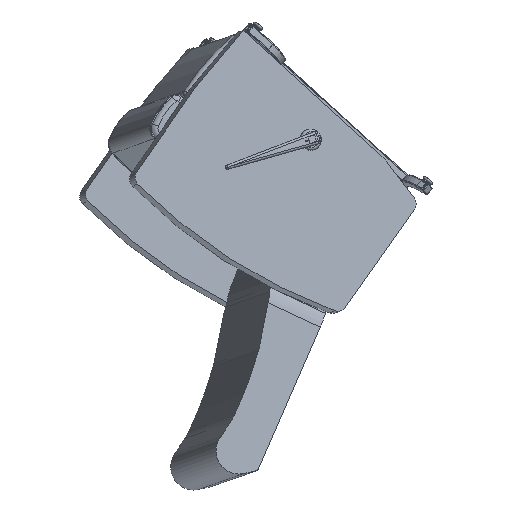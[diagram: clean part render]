
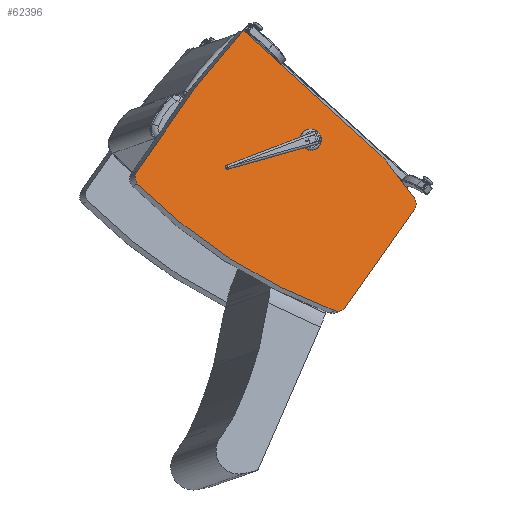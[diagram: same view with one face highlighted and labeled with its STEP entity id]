
A CAD part, left-side view. The second image highlights one B-rep face of the part: STEP entity #62396.
In plain terms, the highlighted face is planar.
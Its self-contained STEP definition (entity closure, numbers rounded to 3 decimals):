
#6201=CIRCLE('',#66379,5.);
#6207=CIRCLE('',#66388,1.);
#6208=CIRCLE('',#66390,60.125);
#6209=CIRCLE('',#66393,1.125);
#6210=CIRCLE('',#66396,3.125);
#6211=CIRCLE('',#66400,1.125);
#10880=FACE_OUTER_BOUND('',#14647,.T.);
#14647=EDGE_LOOP('',(#42327,#42328,#42329,#42330,#42331,#42332,#42333,#42334,
#42335,#42336,#42337));
#19126=LINE('',#91627,#22734);
#19135=LINE('',#91659,#22743);
#19137=LINE('',#91666,#22745);
#19140=LINE('',#91674,#22748);
#19142=LINE('',#91677,#22750);
#22734=VECTOR('',#73532,0.394);
#22743=VECTOR('',#73563,0.394);
#22745=VECTOR('',#73571,0.394);
#22748=VECTOR('',#73580,0.394);
#22750=VECTOR('',#73584,0.394);
#26365=VERTEX_POINT('',#91617);
#26366=VERTEX_POINT('',#91619);
#26368=VERTEX_POINT('',#91625);
#26377=VERTEX_POINT('',#91647);
#26378=VERTEX_POINT('',#91649);
#26379=VERTEX_POINT('',#91653);
#26380=VERTEX_POINT('',#91657);
#26381=VERTEX_POINT('',#91661);
#26382=VERTEX_POINT('',#91665);
#26383=VERTEX_POINT('',#91669);
#26384=VERTEX_POINT('',#91673);
#32679=EDGE_CURVE('',#26365,#26366,#6201,.T.);
#32683=EDGE_CURVE('',#26368,#26365,#19126,.T.);
#32694=EDGE_CURVE('',#26377,#26378,#6207,.T.);
#32696=EDGE_CURVE('',#26378,#26379,#6208,.T.);
#32699=EDGE_CURVE('',#26380,#26377,#19135,.T.);
#32700=EDGE_CURVE('',#26381,#26380,#6209,.T.);
#32702=EDGE_CURVE('',#26382,#26381,#19137,.T.);
#32704=EDGE_CURVE('',#26383,#26382,#6210,.T.);
#32706=EDGE_CURVE('',#26384,#26383,#19140,.T.);
#32708=EDGE_CURVE('',#26366,#26384,#19142,.T.);
#32709=EDGE_CURVE('',#26379,#26368,#6211,.T.);
#42327=ORIENTED_EDGE('',*,*,#32679,.F.);
#42328=ORIENTED_EDGE('',*,*,#32683,.F.);
#42329=ORIENTED_EDGE('',*,*,#32709,.F.);
#42330=ORIENTED_EDGE('',*,*,#32696,.F.);
#42331=ORIENTED_EDGE('',*,*,#32694,.F.);
#42332=ORIENTED_EDGE('',*,*,#32699,.F.);
#42333=ORIENTED_EDGE('',*,*,#32700,.F.);
#42334=ORIENTED_EDGE('',*,*,#32702,.F.);
#42335=ORIENTED_EDGE('',*,*,#32704,.F.);
#42336=ORIENTED_EDGE('',*,*,#32706,.F.);
#42337=ORIENTED_EDGE('',*,*,#32708,.F.);
#60826=PLANE('',#66401);
#62396=ADVANCED_FACE('',(#10880),#60826,.T.);
#66379=AXIS2_PLACEMENT_3D('',#91620,#73525,#73526);
#66388=AXIS2_PLACEMENT_3D('',#91650,#73552,#73553);
#66390=AXIS2_PLACEMENT_3D('',#91654,#73557,#73558);
#66393=AXIS2_PLACEMENT_3D('',#91662,#73566,#73567);
#66396=AXIS2_PLACEMENT_3D('',#91670,#73575,#73576);
#66400=AXIS2_PLACEMENT_3D('',#91679,#73587,#73588);
#66401=AXIS2_PLACEMENT_3D('',#91680,#73589,#73590);
#73525=DIRECTION('center_axis',(0.,0.,-1.));
#73526=DIRECTION('ref_axis',(0.998,0.061,0.));
#73532=DIRECTION('',(0.105,-0.994,0.));
#73552=DIRECTION('center_axis',(0.,0.,-1.));
#73553=DIRECTION('ref_axis',(-0.857,0.516,0.));
#73557=DIRECTION('center_axis',(0.,0.,-1.));
#73558=DIRECTION('ref_axis',(-0.052,-0.999,0.));
#73563=DIRECTION('',(-0.099,0.995,0.));
#73566=DIRECTION('center_axis',(0.,0.,-1.));
#73567=DIRECTION('ref_axis',(0.991,0.137,0.));
#73571=DIRECTION('',(-0.983,0.183,0.));
#73575=DIRECTION('center_axis',(0.,0.,-1.));
#73576=DIRECTION('ref_axis',(0.185,0.983,0.));
#73580=DIRECTION('',(-1.,0.,0.));
#73584=DIRECTION('',(0.017,-1.,0.));
#73587=DIRECTION('center_axis',(0.,0.,-1.));
#73588=DIRECTION('ref_axis',(-0.994,-0.105,0.));
#73589=DIRECTION('center_axis',(0.,0.,1.));
#73590=DIRECTION('ref_axis',(1.,0.,0.));
#91617=CARTESIAN_POINT('',(13.986,-0.734,0.));
#91619=CARTESIAN_POINT('',(14.012,-1.175,0.));
#91620=CARTESIAN_POINT('Origin',(9.013,-1.259,0.));
#91625=CARTESIAN_POINT('',(12.793,10.565,0.));
#91627=CARTESIAN_POINT('',(12.793,10.565,0.));
#91647=CARTESIAN_POINT('',(-14.652,6.168,0.));
#91649=CARTESIAN_POINT('',(-14.035,7.193,0.));
#91650=CARTESIAN_POINT('Origin',(-13.657,6.268,0.));
#91653=CARTESIAN_POINT('',(11.798,11.565,0.));
#91654=CARTESIAN_POINT('Origin',(8.672,-48.479,0.));
#91657=CARTESIAN_POINT('',(-13.302,-7.345,0.));
#91659=CARTESIAN_POINT('',(-13.302,-7.345,0.));
#91661=CARTESIAN_POINT('',(-12.396,-8.296,0.));
#91662=CARTESIAN_POINT('Origin',(-12.188,-7.191,0.));
#91665=CARTESIAN_POINT('',(-7.277,-9.25,0.));
#91666=CARTESIAN_POINT('',(-7.277,-9.25,0.));
#91669=CARTESIAN_POINT('',(-6.698,-9.304,0.));
#91670=CARTESIAN_POINT('Origin',(-6.698,-6.179,0.));
#91673=CARTESIAN_POINT('',(14.149,-9.304,0.));
#91674=CARTESIAN_POINT('',(14.149,-9.304,0.));
#91677=CARTESIAN_POINT('',(14.009,-0.954,0.));
#91679=CARTESIAN_POINT('Origin',(11.674,10.447,0.));
#91680=CARTESIAN_POINT('Origin',(0.752,-0.252,0.));
